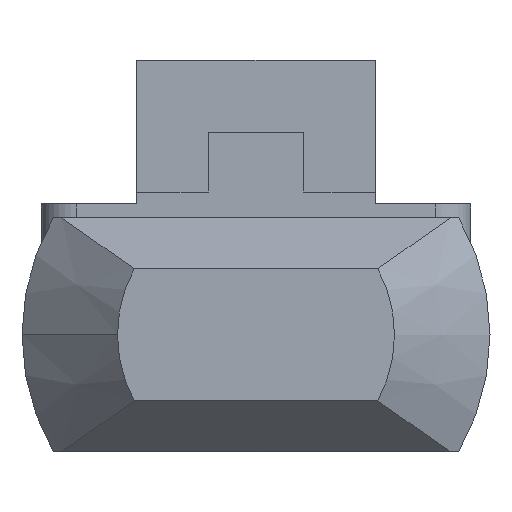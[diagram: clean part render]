
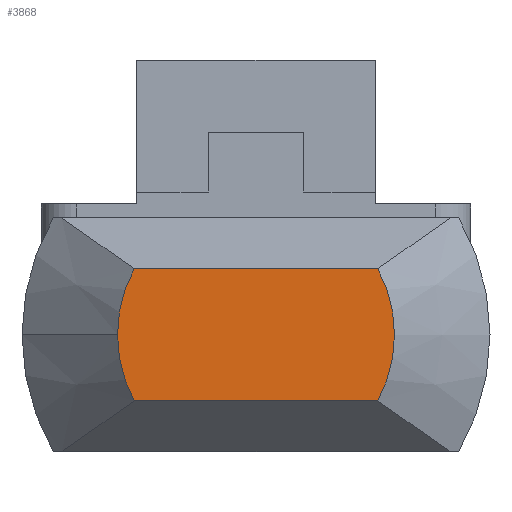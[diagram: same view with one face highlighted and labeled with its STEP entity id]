
A CAD part, left-side view. The second image highlights one B-rep face of the part: STEP entity #3868.
In plain terms, the highlighted planar face has unit normal (-1, 0, 0).
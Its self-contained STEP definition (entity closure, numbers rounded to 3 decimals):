
#65 = ORIENTED_EDGE ( 'NONE', *, *, #3995, .T. ) ;
#76 = CARTESIAN_POINT ( 'NONE',  ( -11.2, -5.099, -14.264 ) ) ;
#80 = CIRCLE ( 'NONE', #1929, 5.8 ) ;
#108 = ORIENTED_EDGE ( 'NONE', *, *, #1253, .T. ) ;
#152 = CIRCLE ( 'NONE', #1359, 5.8 ) ;
#214 = DIRECTION ( 'NONE',  ( -1., 0., 0. ) ) ;
#283 = EDGE_CURVE ( 'NONE', #3533, #3055, #2004, .T. ) ;
#448 = AXIS2_PLACEMENT_3D ( 'NONE', #1675, #666, #2150 ) ;
#666 = DIRECTION ( 'NONE',  ( -1., 0., 0. ) ) ;
#873 = VERTEX_POINT ( 'NONE', #1505 ) ;
#1106 = DIRECTION ( 'NONE',  ( 0., 1., 0. ) ) ;
#1253 = EDGE_CURVE ( 'NONE', #4075, #3533, #80, .T. ) ;
#1267 = CARTESIAN_POINT ( 'NONE',  ( -11.2, 0., -11.5 ) ) ;
#1290 = ORIENTED_EDGE ( 'NONE', *, *, #283, .T. ) ;
#1359 = AXIS2_PLACEMENT_3D ( 'NONE', #2388, #214, #2742 ) ;
#1398 = CARTESIAN_POINT ( 'NONE',  ( -11.2, 5.099, -8.736 ) ) ;
#1500 = AXIS2_PLACEMENT_3D ( 'NONE', #1267, #3726, #3337 ) ;
#1505 = CARTESIAN_POINT ( 'NONE',  ( -11.2, 5.099, -14.264 ) ) ;
#1656 = PLANE ( 'NONE',  #448 ) ;
#1675 = CARTESIAN_POINT ( 'NONE',  ( -11.2, 0., -14.4 ) ) ;
#1929 = AXIS2_PLACEMENT_3D ( 'NONE', #2864, #4334, #1106 ) ;
#2004 = LINE ( 'NONE', #3768, #4621 ) ;
#2013 = EDGE_CURVE ( 'NONE', #873, #4075, #3748, .T. ) ;
#2108 = EDGE_LOOP ( 'NONE', ( #65, #4432, #3299, #108, #1290 ) ) ;
#2150 = DIRECTION ( 'NONE',  ( 0., 0., 1. ) ) ;
#2388 = CARTESIAN_POINT ( 'NONE',  ( -11.2, 0., -11.5 ) ) ;
#2558 = DIRECTION ( 'NONE',  ( 0., -1., 0. ) ) ;
#2578 = CARTESIAN_POINT ( 'NONE',  ( -11.2, -15., -14.264 ) ) ;
#2647 = FACE_OUTER_BOUND ( 'NONE', #2108, .T. ) ;
#2742 = DIRECTION ( 'NONE',  ( 0., 1., 0. ) ) ;
#2787 = VERTEX_POINT ( 'NONE', #3956 ) ;
#2864 = CARTESIAN_POINT ( 'NONE',  ( -11.2, 0., -11.5 ) ) ;
#2982 = CARTESIAN_POINT ( 'NONE',  ( -11.2, -5.099, -8.736 ) ) ;
#3006 = DIRECTION ( 'NONE',  ( 0., 1., 0. ) ) ;
#3055 = VERTEX_POINT ( 'NONE', #1398 ) ;
#3299 = ORIENTED_EDGE ( 'NONE', *, *, #2013, .T. ) ;
#3337 = DIRECTION ( 'NONE',  ( 0., 1., 0. ) ) ;
#3348 = VECTOR ( 'NONE', #2558, 1000. ) ;
#3533 = VERTEX_POINT ( 'NONE', #2982 ) ;
#3726 = DIRECTION ( 'NONE',  ( -1., 0., 0. ) ) ;
#3748 = LINE ( 'NONE', #2578, #3348 ) ;
#3768 = CARTESIAN_POINT ( 'NONE',  ( -11.2, -15., -8.736 ) ) ;
#3772 = EDGE_CURVE ( 'NONE', #2787, #873, #152, .T. ) ;
#3868 = ADVANCED_FACE ( 'NONE', ( #2647 ), #1656, .T. ) ;
#3956 = CARTESIAN_POINT ( 'NONE',  ( -11.2, 5.8, -11.5 ) ) ;
#3995 = EDGE_CURVE ( 'NONE', #3055, #2787, #4087, .T. ) ;
#4075 = VERTEX_POINT ( 'NONE', #76 ) ;
#4087 = CIRCLE ( 'NONE', #1500, 5.8 ) ;
#4334 = DIRECTION ( 'NONE',  ( -1., 0., 0. ) ) ;
#4432 = ORIENTED_EDGE ( 'NONE', *, *, #3772, .T. ) ;
#4621 = VECTOR ( 'NONE', #3006, 1000. ) ;
